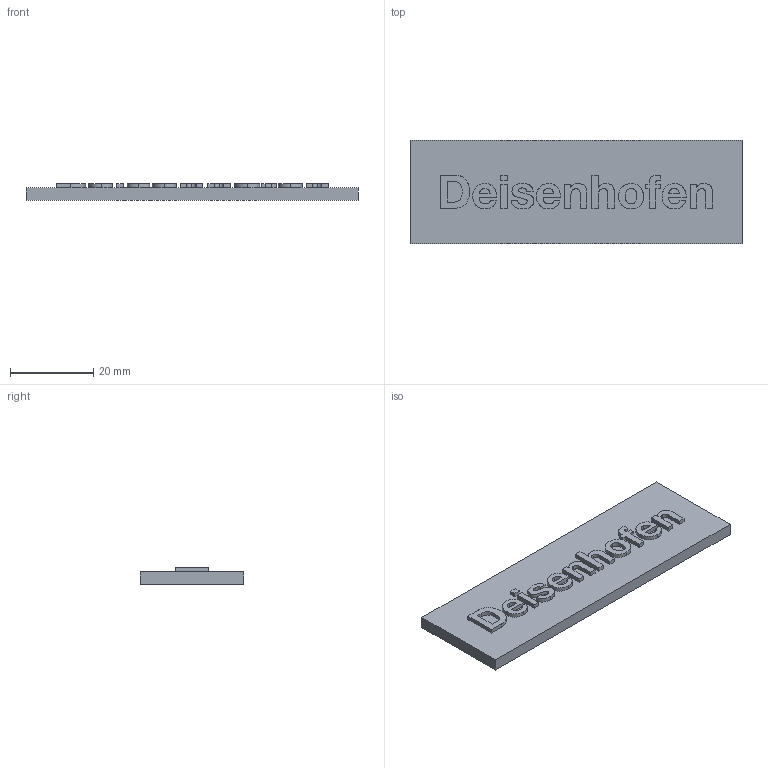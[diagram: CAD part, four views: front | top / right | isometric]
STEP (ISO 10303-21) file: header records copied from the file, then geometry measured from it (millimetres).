
FILE_DESCRIPTION(/* description */ (''),/* implementation_level */ '2;1');
FILE_NAME(/* name */ 'stationdeisenhofen.stp',/* time_stamp */ '2026-03-26T16:41:51+01:00',/* author */ ('goram'),/* organization */ (''),/* preprocessor_version */ 'ST-DEVELOPER v19.2',/* originating_system */ 'Autodesk Inventor 2023',/* authorisation */ '');
FILE_SCHEMA (('AUTOMOTIVE_DESIGN { 1 0 10303 214 3 1 1 }'));
Length unit declared in the file: millimetre
Products named in the file (1): stationsignname
Bounding box: 80 x 25 x 4 mm (x, y, z)
Volume: 6233.8 mm3; surface area: 4981.9 mm2
Topology: 1 solids, 1 shells, 151 faces, 396 edges, 264 vertices
Faces by surface type: plane 87, bspline 64
Entity records: 5125 total; most frequent: CARTESIAN_POINT 1792, ORIENTED_EDGE 792, DIRECTION 444, EDGE_CURVE 396, LINE 268, VECTOR 268, VERTEX_POINT 264, EDGE_LOOP 168
